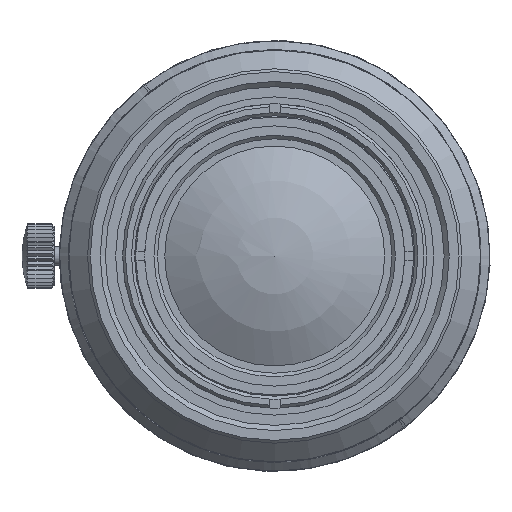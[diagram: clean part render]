
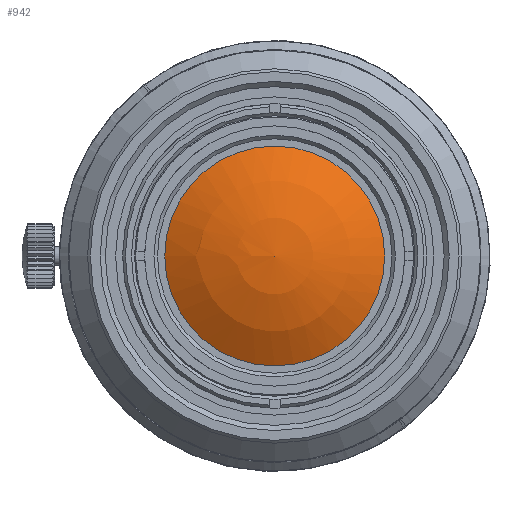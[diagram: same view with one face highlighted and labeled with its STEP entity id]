
A CAD part, left-side view. The second image highlights one B-rep face of the part: STEP entity #942.
In plain terms, the highlighted spherical face has radius 22.09 mm.
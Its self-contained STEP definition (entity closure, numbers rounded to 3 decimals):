
#116=SPHERICAL_SURFACE('',#8824,22.09);
#119=VERTEX_LOOP('',#6270);
#942=ADVANCED_FACE('',(#2138,#2139),#116,.T.);
#1811=CIRCLE('',#8823,11.749);
#2138=FACE_BOUND('',#2706,.T.);
#2139=FACE_BOUND('',#119,.T.);
#2706=EDGE_LOOP('',(#5029));
#5029=ORIENTED_EDGE('',*,*,#7496,.T.);
#6269=VERTEX_POINT('',#16433);
#6270=VERTEX_POINT('',#16434);
#7496=EDGE_CURVE('',#6269,#6269,#1811,.T.);
#8823=AXIS2_PLACEMENT_3D('',#16432,#10052,#10053);
#8824=AXIS2_PLACEMENT_3D('',#16435,#10054,#10055);
#10052=DIRECTION('',(-1.,0.,0.));
#10053=DIRECTION('',(0.,0.,1.));
#10054=DIRECTION('',(-1.,0.,0.));
#10055=DIRECTION('',(0.,1.,0.));
#16432=CARTESIAN_POINT('',(-97.57,0.,0.));
#16433=CARTESIAN_POINT('',(-97.57,0.,11.749));
#16434=CARTESIAN_POINT('',(-100.953,0.,0.));
#16435=CARTESIAN_POINT('',(-78.863,0.,0.));
